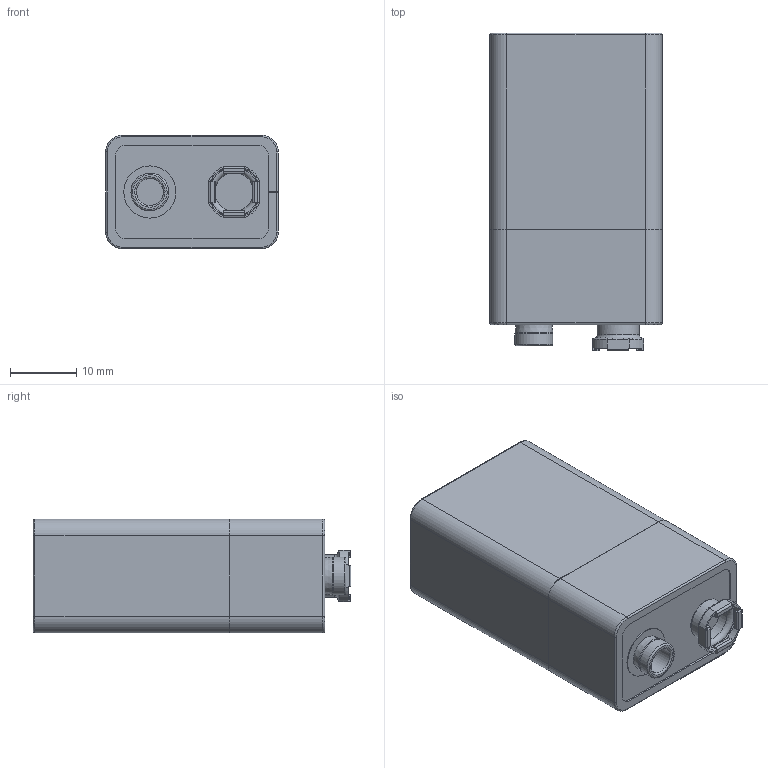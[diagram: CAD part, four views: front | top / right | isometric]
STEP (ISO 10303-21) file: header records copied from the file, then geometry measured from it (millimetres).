
FILE_DESCRIPTION((''),'1');
FILE_NAME('icpv2','2011-06-06T04:47:17',('keycreator'),(''),'Spatial Interop R20 SP3','Kubotek KeyCreator 2011 V10.0.0 (21019)',' ');
FILE_SCHEMA(('automotive_design'));
Length unit declared in the file: inch
Products named in the file (1): layer1[1]
Bounding box: 26.04 x 47.88 x 17.14 mm (x, y, z)
Volume: 19285.7 mm3; surface area: 4867.4 mm2
Topology: 1 solids, 1 shells, 192 faces, 506 edges, 322 vertices
Faces by surface type: plane 94, cylinder 67, torus 22, bspline 8, cone 1
Full cylindrical faces by diameter (mm): 4.064 x1, 5.715 x1, 5.842 x1, 6.35 x1, 7.874 x1
Entity records: 11871 total; most frequent: CARTESIAN_POINT 2453, ORIENTED_EDGE 974, DIRECTION 956, PRESENTATION_STYLE_ASSIGNMENT 873, COLOUR_RGB 873, STYLED_ITEM 680, CURVE_STYLE 680, DRAUGHTING_PRE_DEFINED_CURVE_FONT 680
